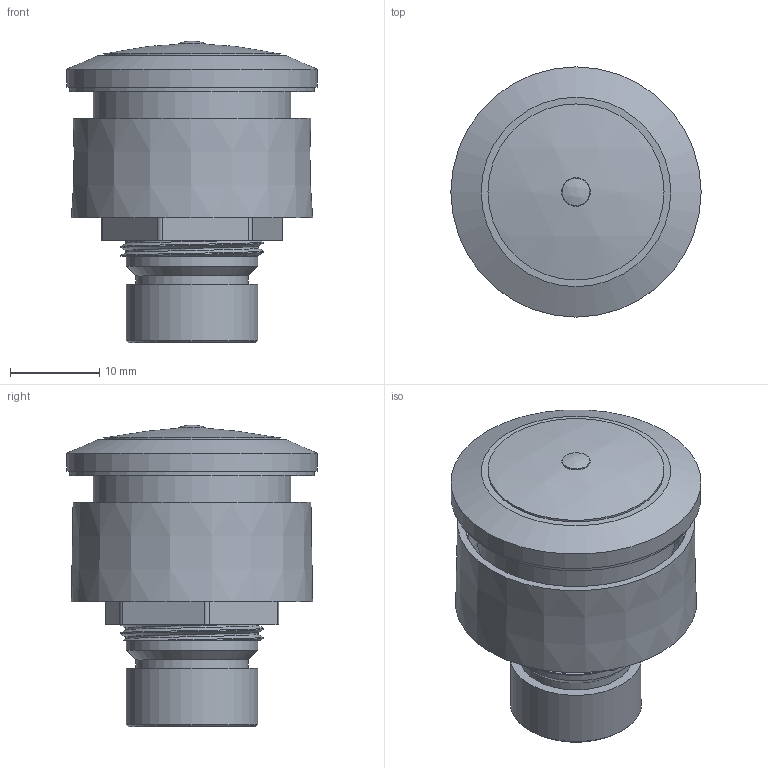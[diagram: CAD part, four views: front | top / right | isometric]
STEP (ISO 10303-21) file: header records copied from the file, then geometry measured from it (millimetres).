
FILE_DESCRIPTION(/* description */ (''),/* implementation_level */ '2;1');
FILE_NAME(/* name */ 'RXJUH_ipt.stp',/* time_stamp */ '2015-09-01T11:19:19+02:00',/* author */ ('mmack'),/* organization */ (''),/* preprocessor_version */ 'ST-DEVELOPER v15.2',/* originating_system */ 'Autodesk Inventor 2014',/* authorisation */ '');
FILE_SCHEMA (('AUTOMOTIVE_DESIGN { 1 0 10303 214 3 1 1 }'));
Length unit declared in the file: centimetre
Products named in the file (1): RXJUH
Bounding box: 28 x 28 x 33.74 mm (x, y, z)
Volume: 10325 mm3; surface area: 5874.4 mm2
Topology: 1 solids, 1 shells, 63 faces, 146 edges, 96 vertices
Faces by surface type: cylinder 28, plane 21, cone 6, bspline 3, torus 3, sphere 2
Full cylindrical faces by diameter (mm): 3.1 x1, 3.2 x1, 12.6 x1, 14.7 x2, 16 x8, 16.5 x1, 19.7 x1, 22.1 x1, 25 x1, 27.4 x1, 28 x1
Entity records: 4776 total; most frequent: CARTESIAN_POINT 3644, DIRECTION 233, ORIENTED_EDGE 192, AXIS2_PLACEMENT_3D 103, EDGE_CURVE 96, EDGE_LOOP 88, VERTEX_POINT 74, ADVANCED_FACE 55
